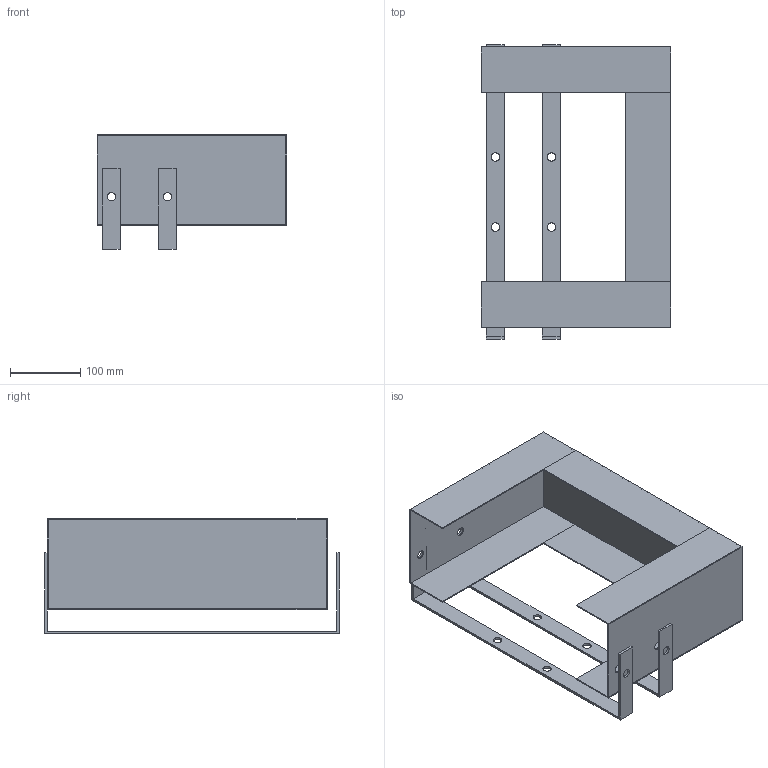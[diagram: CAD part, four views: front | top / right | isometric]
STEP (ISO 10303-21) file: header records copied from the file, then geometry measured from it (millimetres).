
FILE_DESCRIPTION (( 'STEP AP203' ), '1' );
FILE_NAME ('BladeGuardAssembly.STEP', '2012-06-08T02:02:29', ( '' ), ( '' ), 'SwSTEP 2.0', 'SolidWorks 2010', '' );
FILE_SCHEMA (( 'CONFIG_CONTROL_DESIGN' ));
Length unit declared in the file: millimetre
Products named in the file (4): BladeGuardAssembly; BladeGuardSupport; BladeGuard; BladeGuardSide
Assembly tree (9 placements, depth 2):
  BladeGuardAssembly
    BladeGuard
    BladeGuardSide  x6
    BladeGuardSupport  x2
Bounding box: 270 x 420 x 163.59 mm (x, y, z)
Volume: 456262.8 mm3; surface area: 530687.3 mm2
Topology: 9 solids, 9 shells, 90 faces, 216 edges, 144 vertices
Faces by surface type: plane 66, cylinder 24
Entity records: 1922 total; most frequent: DIRECTION 248, CARTESIAN_POINT 234, ORIENTED_EDGE 216, EDGE_CURVE 108, AXIS2_PLACEMENT_3D 86, LINE 76, VECTOR 76, VERTEX_POINT 72
